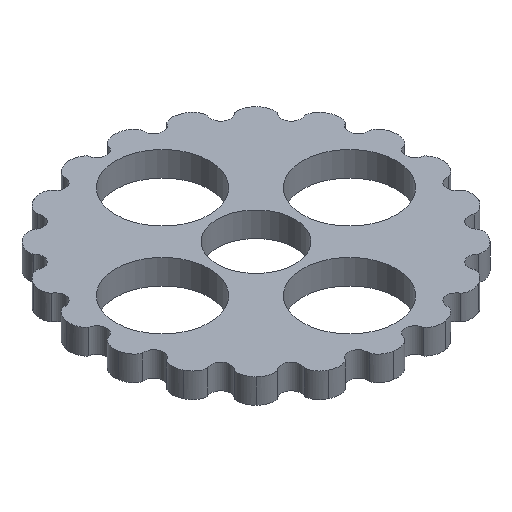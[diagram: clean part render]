
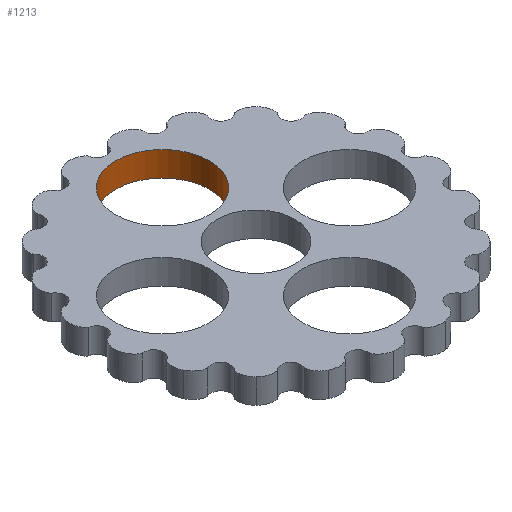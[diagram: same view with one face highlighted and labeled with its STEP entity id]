
A CAD part, isometric view. The second image highlights one B-rep face of the part: STEP entity #1213.
In plain terms, the highlighted cylindrical face has radius 13.25 mm (diameter 26.5 mm), a full revolution.
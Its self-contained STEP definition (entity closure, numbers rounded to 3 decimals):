
#149=FACE_OUTER_BOUND('',#216,.T.);
#216=EDGE_LOOP('',(#804,#805,#806,#807));
#293=LINE('',#1607,#358);
#358=VECTOR('',#1389,13.25);
#425=CIRCLE('',#1299,13.25);
#426=CIRCLE('',#1300,13.25);
#475=VERTEX_POINT('',#1604);
#476=VERTEX_POINT('',#1606);
#607=EDGE_CURVE('',#475,#475,#425,.T.);
#608=EDGE_CURVE('',#475,#476,#293,.T.);
#609=EDGE_CURVE('',#476,#476,#426,.T.);
#804=ORIENTED_EDGE('',*,*,#607,.F.);
#805=ORIENTED_EDGE('',*,*,#608,.T.);
#806=ORIENTED_EDGE('',*,*,#609,.F.);
#807=ORIENTED_EDGE('',*,*,#608,.F.);
#1188=CYLINDRICAL_SURFACE('',#1298,13.25);
#1213=ADVANCED_FACE('',(#149),#1188,.F.);
#1298=AXIS2_PLACEMENT_3D('',#1603,#1385,#1386);
#1299=AXIS2_PLACEMENT_3D('',#1605,#1387,#1388);
#1300=AXIS2_PLACEMENT_3D('',#1608,#1390,#1391);
#1385=DIRECTION('center_axis',(0.,0.,-1.));
#1386=DIRECTION('ref_axis',(-1.,0.,0.));
#1387=DIRECTION('center_axis',(0.,0.,-1.));
#1388=DIRECTION('ref_axis',(-1.,0.,0.));
#1389=DIRECTION('',(0.,0.,-1.));
#1390=DIRECTION('center_axis',(0.,0.,1.));
#1391=DIRECTION('ref_axis',(-1.,0.,0.));
#1603=CARTESIAN_POINT('Origin',(0.,26.438,7.));
#1604=CARTESIAN_POINT('',(13.25,26.438,7.));
#1605=CARTESIAN_POINT('Origin',(0.,26.438,7.));
#1606=CARTESIAN_POINT('',(13.25,26.438,0.));
#1607=CARTESIAN_POINT('',(13.25,26.438,7.));
#1608=CARTESIAN_POINT('Origin',(0.,26.438,0.));
